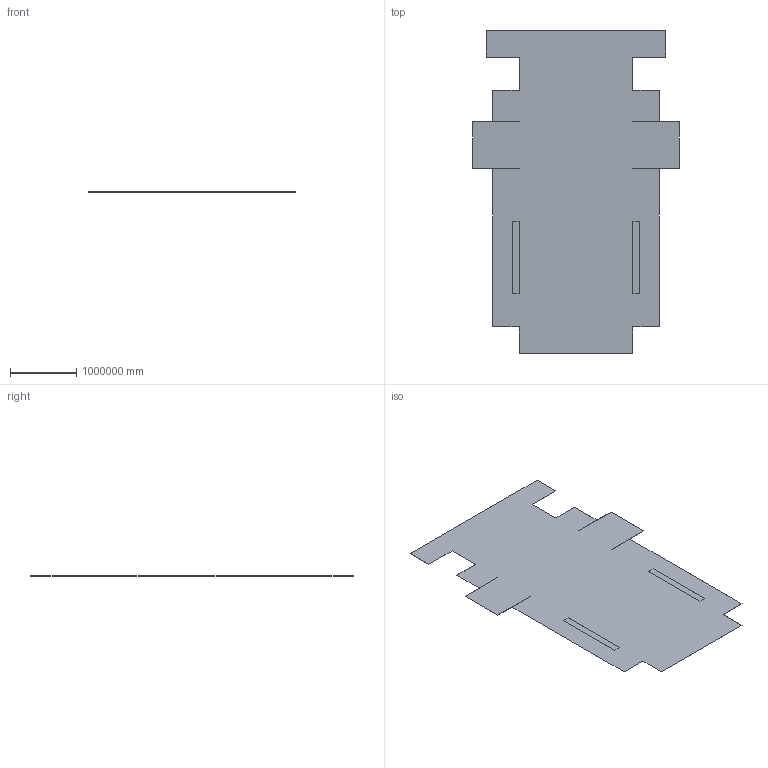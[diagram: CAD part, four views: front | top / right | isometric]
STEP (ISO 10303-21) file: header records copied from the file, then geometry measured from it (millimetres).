
FILE_DESCRIPTION(('none'),'2;1');
FILE_NAME('part_out.stp','none',('none'),('none'),'none','none','none');
FILE_SCHEMA(('CONFIG_CONTROL_DESIGN'));
Length unit declared in the file: millimetre
Products named in the file (1): Part1
Bounding box: 3120000 x 4880000 x 500 mm (x, y, z)
Surface area: 24608200000000 mm2 (no closed solid volume)
Topology: 0 solids, 48 shells, 48 faces, 244 edges, 84 vertices
Faces by surface type: plane 48
Entity records: 1410 total; most frequent: CARTESIAN_POINT 256, LINE 252, EDGE_CURVE 252, ORIENTED_EDGE 252, VERTEX_POINT 84, AXIS2_PLACEMENT_3D 49, EDGE_LOOP 48, FACE_OUTER_BOUND 48
